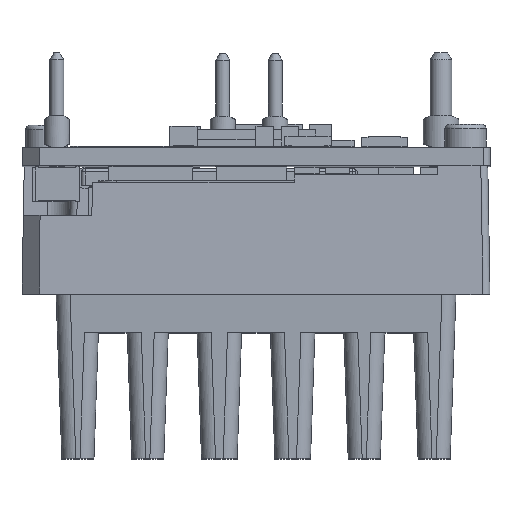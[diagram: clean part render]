
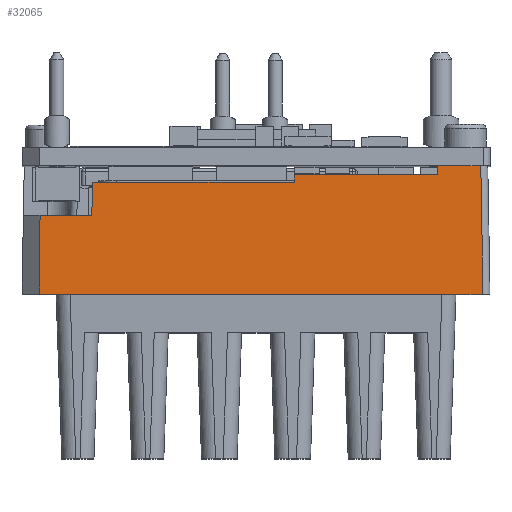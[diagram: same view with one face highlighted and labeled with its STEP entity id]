
A CAD part, top view. The second image highlights one B-rep face of the part: STEP entity #32065.
In plain terms, the highlighted planar face has unit normal (0, 0.018, 1).
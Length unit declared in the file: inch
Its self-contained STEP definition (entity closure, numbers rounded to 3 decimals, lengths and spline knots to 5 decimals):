
#21559=CARTESIAN_POINT('',(0.67,0.47,0.725));
#21600=DIRECTION('',(1.,0.,0.));
#21601=VECTOR('',#21600,1.27);
#21602=CARTESIAN_POINT('',(-0.6,0.47,0.725));
#21603=LINE('',#21602,#21601);
#23388=CARTESIAN_POINT('',(0.6636,0.837,0.71859));
#23399=DIRECTION('',(1.,0.,0.));
#23400=VECTOR('',#23399,0.12316);
#23401=CARTESIAN_POINT('',(0.54044,0.837,0.71859));
#23402=LINE('',#23401,#23400);
#23513=DIRECTION('',(1.,0.,0.));
#23514=VECTOR('',#23513,0.57834);
#23515=CARTESIAN_POINT('',(-0.44834,0.79,0.71941));
#23516=LINE('',#23515,#23514);
#23613=DIRECTION('',(-0.017,1.,-0.017));
#23614=VECTOR('',#23613,0.36711);
#23615=CARTESIAN_POINT('',(0.67,0.47,0.725));
#23616=LINE('',#23615,#23614);
#23620=DIRECTION('',(-0.007,-1.,0.017));
#23621=VECTOR('',#23620,0.22504);
#23622=CARTESIAN_POINT('',(-0.59837,0.695,0.72107));
#23623=LINE('',#23622,#23621);
#23627=DIRECTION('',(1.,0.,0.));
#23628=VECTOR('',#23627,0.14837);
#23629=CARTESIAN_POINT('',(-0.59837,0.695,0.72107));
#23630=LINE('',#23629,#23628);
#23634=DIRECTION('',(0.017,1.,-0.017));
#23635=VECTOR('',#23634,0.09503);
#23636=CARTESIAN_POINT('',(-0.45,0.695,0.72107));
#23637=LINE('',#23636,#23635);
#23641=DIRECTION('',(0.017,1.,-0.017));
#23642=VECTOR('',#23641,0.02501);
#23643=CARTESIAN_POINT('',(0.54,0.812,0.71903));
#23644=LINE('',#23643,#23642);
#24181=DIRECTION('',(-1.,0.,0.));
#24182=VECTOR('',#24181,0.40962);
#24183=CARTESIAN_POINT('',(0.54,0.812,0.71903));
#24184=LINE('',#24183,#24182);
#24238=DIRECTION('',(-0.017,-1.,0.017));
#24239=VECTOR('',#24238,0.02201);
#24240=CARTESIAN_POINT('',(0.13038,0.812,0.71903));
#24241=LINE('',#24240,#24239);
#25955=CARTESIAN_POINT('',(-0.59837,0.695,0.72107));
#25956=CARTESIAN_POINT('',(-0.6,0.47,0.725));
#25957=VERTEX_POINT('',#25955);
#25958=VERTEX_POINT('',#25956);
#25959=VERTEX_POINT('',#23388);
#25963=VERTEX_POINT('',#21559);
#25978=CARTESIAN_POINT('',(-0.45,0.695,0.72107));
#25979=CARTESIAN_POINT('',(-0.44834,0.79,0.71941));
#25980=VERTEX_POINT('',#25978);
#25981=VERTEX_POINT('',#25979);
#26040=CARTESIAN_POINT('',(0.54,0.812,0.71903));
#26041=CARTESIAN_POINT('',(0.54044,0.837,0.71859));
#26042=VERTEX_POINT('',#26040);
#26043=VERTEX_POINT('',#26041);
#26049=CARTESIAN_POINT('',(0.13038,0.812,0.71903));
#26050=CARTESIAN_POINT('',(0.13,0.79,0.71941));
#26051=VERTEX_POINT('',#26049);
#26052=VERTEX_POINT('',#26050);
#32042=CARTESIAN_POINT('',(-0.6,0.47,0.725));
#32043=DIRECTION('',(0.,0.017,1.));
#32044=DIRECTION('',(1.,0.017,0.));
#32045=AXIS2_PLACEMENT_3D('',#32042,#32043,#32044);
#32046=PLANE('',#32045);
#32047=ORIENTED_EDGE('',*,*,#32037,.F.);
#32048=ORIENTED_EDGE('',*,*,#30029,.F.);
#32050=ORIENTED_EDGE('',*,*,#32049,.F.);
#32052=ORIENTED_EDGE('',*,*,#32051,.T.);
#32054=ORIENTED_EDGE('',*,*,#32053,.T.);
#32055=ORIENTED_EDGE('',*,*,#31942,.T.);
#32057=ORIENTED_EDGE('',*,*,#32056,.F.);
#32059=ORIENTED_EDGE('',*,*,#32058,.F.);
#32061=ORIENTED_EDGE('',*,*,#32060,.T.);
#32062=ORIENTED_EDGE('',*,*,#31842,.T.);
#32063=EDGE_LOOP('',(#32047,#32048,#32050,#32052,#32054,#32055,#32057,#32059,
#32061,#32062));
#32064=FACE_OUTER_BOUND('',#32063,.F.);
#30029=EDGE_CURVE('',#25958,#25963,#21603,.T.);
#31842=EDGE_CURVE('',#26043,#25959,#23402,.T.);
#31942=EDGE_CURVE('',#25981,#26052,#23516,.T.);
#32037=EDGE_CURVE('',#25963,#25959,#23616,.T.);
#32049=EDGE_CURVE('',#25957,#25958,#23623,.T.);
#32051=EDGE_CURVE('',#25957,#25980,#23630,.T.);
#32053=EDGE_CURVE('',#25980,#25981,#23637,.T.);
#32056=EDGE_CURVE('',#26051,#26052,#24241,.T.);
#32058=EDGE_CURVE('',#26042,#26051,#24184,.T.);
#32060=EDGE_CURVE('',#26042,#26043,#23644,.T.);
#32065=ADVANCED_FACE('',(#32064),#32046,.T.);
